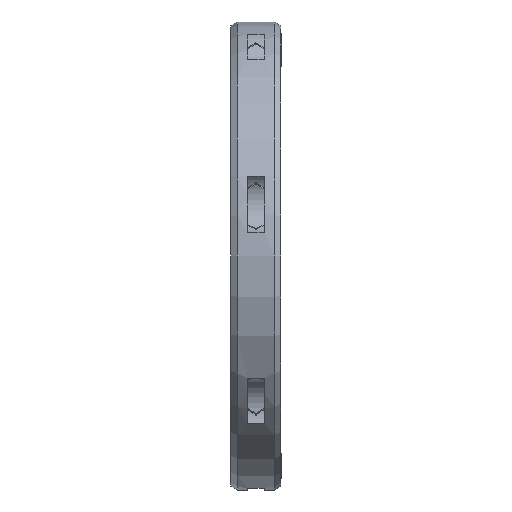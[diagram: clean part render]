
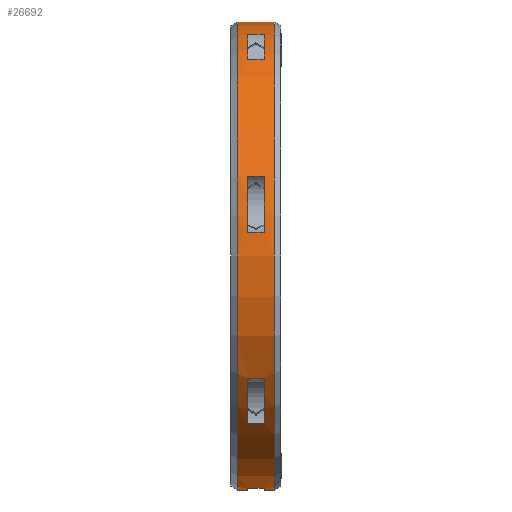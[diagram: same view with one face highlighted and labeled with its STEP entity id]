
A CAD part, left-side view. The second image highlights one B-rep face of the part: STEP entity #26692.
In plain terms, the highlighted cylindrical face has radius 70 mm (diameter 140 mm), a partial arc.
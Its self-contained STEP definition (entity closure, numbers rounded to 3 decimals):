
#25034=CARTESIAN_POINT('',(0.,-2.5,0.));
#25035=DIRECTION('',(0.,-1.,0.));
#25036=DIRECTION('',(-0.123,0.,-0.992));
#25037=AXIS2_PLACEMENT_3D('',#25034,#25035,#25036);
#25042=DIRECTION('',(0.,-1.,0.));
#25043=VECTOR('',#25042,5.);
#25044=CARTESIAN_POINT('',(-8.64,2.5,-69.465));
#25045=LINE('',#25044,#25043);
#25049=CARTESIAN_POINT('',(0.,2.5,0.));
#25050=DIRECTION('',(0.,-1.,0.));
#25051=DIRECTION('',(-0.123,0.,-0.992));
#25052=AXIS2_PLACEMENT_3D('',#25049,#25050,#25051);
#25057=DIRECTION('',(0.,1.,0.));
#25058=VECTOR('',#25057,3.);
#25059=CARTESIAN_POINT('',(0.,2.5,-70.));
#25060=LINE('',#25059,#25058);
#25064=DIRECTION('',(0.,1.,0.));
#25065=VECTOR('',#25064,11.);
#25066=CARTESIAN_POINT('',(0.,-5.5,70.));
#25067=LINE('',#25066,#25065);
#25071=CARTESIAN_POINT('',(0.,-5.5,0.));
#25072=DIRECTION('',(0.,1.,0.));
#25073=DIRECTION('',(0.,0.,-1.));
#25074=AXIS2_PLACEMENT_3D('',#25071,#25072,#25073);
#25079=DIRECTION('',(0.,1.,0.));
#25080=VECTOR('',#25079,3.);
#25081=CARTESIAN_POINT('',(0.,-5.5,-70.));
#25082=LINE('',#25081,#25080);
#25086=CARTESIAN_POINT('',(0.,-2.5,0.));
#25087=DIRECTION('',(0.,-1.,0.));
#25088=DIRECTION('',(-0.319,0.,0.948));
#25089=AXIS2_PLACEMENT_3D('',#25086,#25087,#25088);
#25094=DIRECTION('',(0.,-1.,0.));
#25095=VECTOR('',#25094,5.);
#25096=CARTESIAN_POINT('',(-22.355,2.5,66.334));
#25097=LINE('',#25096,#25095);
#25101=CARTESIAN_POINT('',(0.,2.5,0.));
#25102=DIRECTION('',(0.,-1.,0.));
#25103=DIRECTION('',(-0.319,0.,0.948));
#25104=AXIS2_PLACEMENT_3D('',#25101,#25102,#25103);
#25109=DIRECTION('',(0.,-1.,0.));
#25110=VECTOR('',#25109,5.);
#25111=CARTESIAN_POINT('',(-37.924,2.5,58.837));
#25112=LINE('',#25111,#25110);
#25116=CARTESIAN_POINT('',(0.,-2.5,0.));
#25117=DIRECTION('',(0.,-1.,0.));
#25118=DIRECTION('',(-0.94,0.,0.341));
#25119=AXIS2_PLACEMENT_3D('',#25116,#25117,#25118);
#25124=DIRECTION('',(0.,-1.,0.));
#25125=VECTOR('',#25124,5.);
#25126=CARTESIAN_POINT('',(-65.801,2.5,23.881));
#25127=LINE('',#25126,#25125);
#25131=CARTESIAN_POINT('',(0.,2.5,0.));
#25132=DIRECTION('',(0.,-1.,0.));
#25133=DIRECTION('',(-0.94,0.,0.341));
#25134=AXIS2_PLACEMENT_3D('',#25131,#25132,#25133);
#25139=DIRECTION('',(0.,-1.,0.));
#25140=VECTOR('',#25139,5.);
#25141=CARTESIAN_POINT('',(-69.646,2.5,7.034));
#25142=LINE('',#25141,#25140);
#25146=CARTESIAN_POINT('',(0.,-2.5,0.));
#25147=DIRECTION('',(0.,-1.,0.));
#25148=DIRECTION('',(-0.853,0.,-0.522));
#25149=AXIS2_PLACEMENT_3D('',#25146,#25147,#25148);
#25154=DIRECTION('',(0.,-1.,0.));
#25155=VECTOR('',#25154,5.);
#25156=CARTESIAN_POINT('',(-59.697,2.5,-36.556));
#25157=LINE('',#25156,#25155);
#25161=CARTESIAN_POINT('',(0.,2.5,0.));
#25162=DIRECTION('',(0.,-1.,0.));
#25163=DIRECTION('',(-0.853,0.,-0.522));
#25164=AXIS2_PLACEMENT_3D('',#25161,#25162,#25163);
#25169=DIRECTION('',(0.,-1.,0.));
#25170=VECTOR('',#25169,5.);
#25171=CARTESIAN_POINT('',(-48.923,2.5,-50.065));
#25172=LINE('',#25171,#25170);
#25550=CARTESIAN_POINT('',(0.,5.5,0.));
#25551=DIRECTION('',(0.,1.,0.));
#25552=DIRECTION('',(0.,0.,-1.));
#25553=AXIS2_PLACEMENT_3D('',#25550,#25551,#25552);
#25805=CARTESIAN_POINT('',(0.,-5.5,-70.));
#25807=VERTEX_POINT('',#25805);
#25808=CARTESIAN_POINT('',(0.,5.5,-70.));
#25810=VERTEX_POINT('',#25808);
#25837=CARTESIAN_POINT('',(0.,-5.5,70.));
#25839=VERTEX_POINT('',#25837);
#25840=CARTESIAN_POINT('',(0.,5.5,70.));
#25841=VERTEX_POINT('',#25840);
#25854=CARTESIAN_POINT('',(0.,-2.5,-70.));
#25856=VERTEX_POINT('',#25854);
#25858=CARTESIAN_POINT('',(0.,2.5,-70.));
#25860=VERTEX_POINT('',#25858);
#25868=CARTESIAN_POINT('',(-8.64,-2.5,-69.465));
#25869=VERTEX_POINT('',#25868);
#25870=CARTESIAN_POINT('',(-8.64,2.5,-69.465));
#25871=VERTEX_POINT('',#25870);
#25944=CARTESIAN_POINT('',(-22.355,-2.5,66.334));
#25945=CARTESIAN_POINT('',(-37.924,-2.5,58.837));
#25946=VERTEX_POINT('',#25944);
#25947=VERTEX_POINT('',#25945);
#25948=CARTESIAN_POINT('',(-22.355,2.5,66.334));
#25949=CARTESIAN_POINT('',(-37.924,2.5,58.837));
#25950=VERTEX_POINT('',#25948);
#25951=VERTEX_POINT('',#25949);
#25964=CARTESIAN_POINT('',(-65.801,-2.5,23.881));
#25965=CARTESIAN_POINT('',(-69.646,-2.5,7.034));
#25966=VERTEX_POINT('',#25964);
#25967=VERTEX_POINT('',#25965);
#25968=CARTESIAN_POINT('',(-65.801,2.5,23.881));
#25969=CARTESIAN_POINT('',(-69.646,2.5,7.034));
#25970=VERTEX_POINT('',#25968);
#25971=VERTEX_POINT('',#25969);
#25984=CARTESIAN_POINT('',(-59.697,-2.5,-36.556));
#25985=CARTESIAN_POINT('',(-48.923,-2.5,-50.065));
#25986=VERTEX_POINT('',#25984);
#25987=VERTEX_POINT('',#25985);
#25988=CARTESIAN_POINT('',(-59.697,2.5,-36.556));
#25989=CARTESIAN_POINT('',(-48.923,2.5,-50.065));
#25990=VERTEX_POINT('',#25988);
#25991=VERTEX_POINT('',#25989);
#26646=CARTESIAN_POINT('',(0.,151.37,0.));
#26647=DIRECTION('',(0.,-1.,0.));
#26648=DIRECTION('',(0.,0.,1.));
#26649=AXIS2_PLACEMENT_3D('',#26646,#26647,#26648);
#26650=CYLINDRICAL_SURFACE('',#26649,70.);
#26651=ORIENTED_EDGE('',*,*,#26517,.F.);
#26653=ORIENTED_EDGE('',*,*,#26652,.F.);
#26655=ORIENTED_EDGE('',*,*,#26654,.T.);
#26656=ORIENTED_EDGE('',*,*,#26470,.T.);
#26658=ORIENTED_EDGE('',*,*,#26657,.T.);
#26659=ORIENTED_EDGE('',*,*,#26466,.F.);
#26661=ORIENTED_EDGE('',*,*,#26660,.F.);
#26662=ORIENTED_EDGE('',*,*,#26462,.T.);
#26663=EDGE_LOOP('',(#26651,#26653,#26655,#26656,#26658,#26659,#26661,#26662));
#26664=FACE_OUTER_BOUND('',#26663,.F.);
#26666=ORIENTED_EDGE('',*,*,#26665,.F.);
#26668=ORIENTED_EDGE('',*,*,#26667,.F.);
#26670=ORIENTED_EDGE('',*,*,#26669,.T.);
#26672=ORIENTED_EDGE('',*,*,#26671,.T.);
#26673=EDGE_LOOP('',(#26666,#26668,#26670,#26672));
#26674=FACE_BOUND('',#26673,.F.);
#26676=ORIENTED_EDGE('',*,*,#26675,.F.);
#26678=ORIENTED_EDGE('',*,*,#26677,.F.);
#26680=ORIENTED_EDGE('',*,*,#26679,.T.);
#26682=ORIENTED_EDGE('',*,*,#26681,.T.);
#26683=EDGE_LOOP('',(#26676,#26678,#26680,#26682));
#26684=FACE_BOUND('',#26683,.F.);
#26685=ORIENTED_EDGE('',*,*,#26584,.F.);
#26686=ORIENTED_EDGE('',*,*,#26632,.F.);
#26688=ORIENTED_EDGE('',*,*,#26687,.T.);
#26689=ORIENTED_EDGE('',*,*,#26606,.T.);
#26690=EDGE_LOOP('',(#26685,#26686,#26688,#26689));
#26691=FACE_BOUND('',#26690,.F.);
#25038=CIRCLE('',#25037,70.);
#25053=CIRCLE('',#25052,70.);
#25075=CIRCLE('',#25074,70.);
#25090=CIRCLE('',#25089,70.);
#25105=CIRCLE('',#25104,70.);
#25120=CIRCLE('',#25119,70.);
#25135=CIRCLE('',#25134,70.);
#25150=CIRCLE('',#25149,70.);
#25165=CIRCLE('',#25164,70.);
#25554=CIRCLE('',#25553,70.);
#26462=EDGE_CURVE('',#25807,#25856,#25082,.T.);
#26466=EDGE_CURVE('',#25839,#25841,#25067,.T.);
#26470=EDGE_CURVE('',#25860,#25810,#25060,.T.);
#26517=EDGE_CURVE('',#25869,#25856,#25038,.T.);
#26584=EDGE_CURVE('',#25986,#25987,#25150,.T.);
#26606=EDGE_CURVE('',#25991,#25987,#25172,.T.);
#26632=EDGE_CURVE('',#25990,#25986,#25157,.T.);
#26652=EDGE_CURVE('',#25871,#25869,#25045,.T.);
#26654=EDGE_CURVE('',#25871,#25860,#25053,.T.);
#26657=EDGE_CURVE('',#25810,#25841,#25554,.T.);
#26660=EDGE_CURVE('',#25807,#25839,#25075,.T.);
#26665=EDGE_CURVE('',#25946,#25947,#25090,.T.);
#26667=EDGE_CURVE('',#25950,#25946,#25097,.T.);
#26669=EDGE_CURVE('',#25950,#25951,#25105,.T.);
#26671=EDGE_CURVE('',#25951,#25947,#25112,.T.);
#26675=EDGE_CURVE('',#25966,#25967,#25120,.T.);
#26677=EDGE_CURVE('',#25970,#25966,#25127,.T.);
#26679=EDGE_CURVE('',#25970,#25971,#25135,.T.);
#26681=EDGE_CURVE('',#25971,#25967,#25142,.T.);
#26687=EDGE_CURVE('',#25990,#25991,#25165,.T.);
#26692=ADVANCED_FACE('',(#26664,#26674,#26684,#26691),#26650,.T.);
